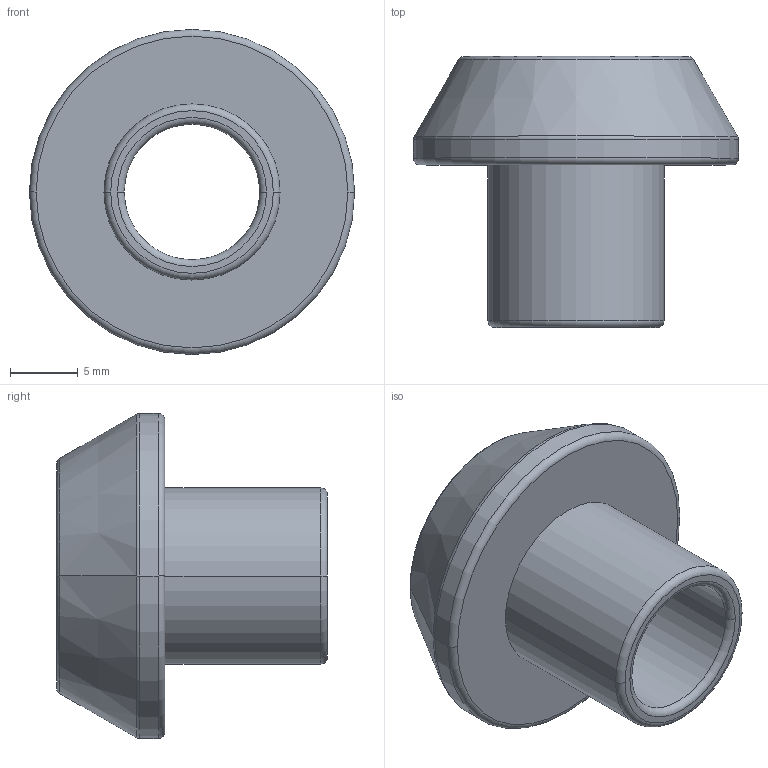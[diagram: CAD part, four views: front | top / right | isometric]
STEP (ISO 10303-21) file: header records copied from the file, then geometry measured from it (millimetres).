
FILE_DESCRIPTION(('CATIA V5 STEP Exchange'),'2;1');
FILE_NAME('BOS_V2_LEVEL_SENSOR_FIX.stp','2023-11-26T18:55:01+00:00',('none'),('none'),'CATIA Unofficial Packaging Version SP3','CATIA V5 STEP AP203','none');
FILE_SCHEMA(('CONFIG_CONTROL_DESIGN'));
Length unit declared in the file: millimetre
Products named in the file (1): BOS_V2_LEVEL_SENSOR_FIX
Bounding box: 24 x 20 x 24 mm (x, y, z)
Volume: 2468.7 mm3; surface area: 2273.2 mm2
Topology: 1 solids, 1 shells, 26 faces, 52 edges, 30 vertices
Faces by surface type: torus 12, cylinder 8, plane 4, cone 2
Entity records: 669 total; most frequent: CARTESIAN_POINT 105, ORIENTED_EDGE 104, DIRECTION 96, AXIS2_PLACEMENT_3D 65, EDGE_CURVE 52, CIRCLE 42, EDGE_LOOP 30, VERTEX_POINT 30
